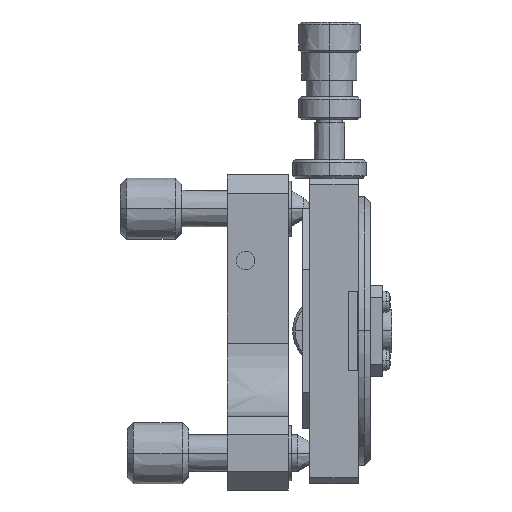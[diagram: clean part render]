
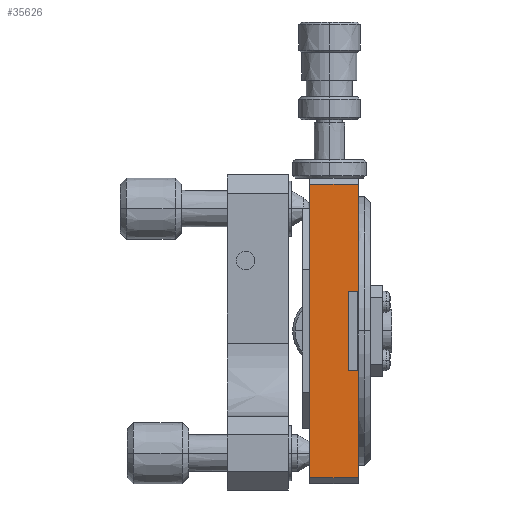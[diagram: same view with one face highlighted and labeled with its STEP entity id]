
A CAD part, left-side view. The second image highlights one B-rep face of the part: STEP entity #35626.
In plain terms, the highlighted free-form (B-spline) face has degree [1, 1] with [2, 2] control points.
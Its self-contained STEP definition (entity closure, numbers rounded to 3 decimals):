
#2199 = VERTEX_POINT ( 'NONE', #47189 ) ;
#4253 = DIRECTION ( 'NONE',  ( 0., 1., 0. ) ) ;
#4823 = VERTEX_POINT ( 'NONE', #33619 ) ;
#4971 = CARTESIAN_POINT ( 'NONE',  ( -25., 9.9, 24. ) ) ;
#5150 = CARTESIAN_POINT ( 'NONE',  ( -25., 2., -6.5 ) ) ;
#5452 = CARTESIAN_POINT ( 'NONE',  ( -25., 9.9, -24. ) ) ;
#5716 = EDGE_CURVE ( 'NONE', #41632, #29269, #10894, .T. ) ;
#6228 = CARTESIAN_POINT ( 'NONE',  ( -25., 2., -24. ) ) ;
#8968 = FACE_OUTER_BOUND ( 'NONE', #28203, .T. ) ;
#10798 = CARTESIAN_POINT ( 'NONE',  ( -25., 9.9, -24. ) ) ;
#10894 = LINE ( 'NONE', #29728, #21856 ) ;
#12246 = CARTESIAN_POINT ( 'NONE',  ( -25., 2., 24. ) ) ;
#13085 = LINE ( 'NONE', #38969, #17112 ) ;
#13575 = VECTOR ( 'NONE', #4253, 1000. ) ;
#13779 = VERTEX_POINT ( 'NONE', #6228 ) ;
#13804 = VECTOR ( 'NONE', #38878, 1000. ) ;
#14351 = VECTOR ( 'NONE', #21062, 1000. ) ;
#15033 = CARTESIAN_POINT ( 'NONE',  ( -25., 2., -6.5 ) ) ;
#15704 = ORIENTED_EDGE ( 'NONE', *, *, #35699, .F. ) ;
#16071 = CARTESIAN_POINT ( 'NONE',  ( -25., 9.9, 24. ) ) ;
#17112 = VECTOR ( 'NONE', #17366, 1000. ) ;
#17366 = DIRECTION ( 'NONE',  ( 0., 0., 1. ) ) ;
#18542 = ORIENTED_EDGE ( 'NONE', *, *, #33657, .F. ) ;
#18821 = EDGE_CURVE ( 'NONE', #24578, #31147, #24185, .T. ) ;
#18963 = LINE ( 'NONE', #15033, #31754 ) ;
#19075 = EDGE_CURVE ( 'NONE', #4823, #22682, #41640, .T. ) ;
#19250 = DIRECTION ( 'NONE',  ( 0., 0., -1. ) ) ;
#19941 = VECTOR ( 'NONE', #39645, 1000. ) ;
#20594 = ORIENTED_EDGE ( 'NONE', *, *, #21120, .F. ) ;
#20927 = CARTESIAN_POINT ( 'NONE',  ( -25., 2., 6.5 ) ) ;
#21062 = DIRECTION ( 'NONE',  ( 0., 0., 1. ) ) ;
#21120 = EDGE_CURVE ( 'NONE', #24578, #2199, #29837, .T. ) ;
#21377 = CARTESIAN_POINT ( 'NONE',  ( -25., 2., 6.5 ) ) ;
#21856 = VECTOR ( 'NONE', #25263, 1000. ) ;
#21941 = B_SPLINE_SURFACE_WITH_KNOTS ( 'NONE', 1, 1, ( 
 ( #4971, #12246 ),
 ( #38350, #30922 ) ),
 .UNSPECIFIED., .F., .F., .F.,
 ( 2, 2 ),
 ( 2, 2 ),
 ( 0., 1. ),
 ( 0., 1. ),
 .UNSPECIFIED. ) ;
#22682 = VERTEX_POINT ( 'NONE', #5150 ) ;
#23625 = CARTESIAN_POINT ( 'NONE',  ( -25., 2., 24. ) ) ;
#24185 = LINE ( 'NONE', #21377, #14351 ) ;
#24578 = VERTEX_POINT ( 'NONE', #20927 ) ;
#25263 = DIRECTION ( 'NONE',  ( 0., 0., 1. ) ) ;
#25315 = DIRECTION ( 'NONE',  ( 0., -1., 0. ) ) ;
#26369 = CARTESIAN_POINT ( 'NONE',  ( -25., 2., 6.5 ) ) ;
#27006 = EDGE_CURVE ( 'NONE', #4823, #2199, #13085, .T. ) ;
#27654 = ORIENTED_EDGE ( 'NONE', *, *, #27006, .T. ) ;
#28203 = EDGE_LOOP ( 'NONE', ( #35223, #18542, #41246, #27654, #20594, #44671, #15704, #31639 ) ) ;
#29269 = VERTEX_POINT ( 'NONE', #16071 ) ;
#29728 = CARTESIAN_POINT ( 'NONE',  ( -25., 9.9, -24. ) ) ;
#29837 = LINE ( 'NONE', #26369, #13575 ) ;
#30922 = CARTESIAN_POINT ( 'NONE',  ( -25., 2., -24. ) ) ;
#31147 = VERTEX_POINT ( 'NONE', #23625 ) ;
#31479 = CARTESIAN_POINT ( 'NONE',  ( -25., 3.6, -6.5 ) ) ;
#31639 = ORIENTED_EDGE ( 'NONE', *, *, #5716, .F. ) ;
#31754 = VECTOR ( 'NONE', #19250, 1000. ) ;
#31777 = EDGE_CURVE ( 'NONE', #41632, #13779, #37720, .T. ) ;
#33619 = CARTESIAN_POINT ( 'NONE',  ( -25., 3.6, -6.5 ) ) ;
#33657 = EDGE_CURVE ( 'NONE', #22682, #13779, #18963, .T. ) ;
#35223 = ORIENTED_EDGE ( 'NONE', *, *, #31777, .T. ) ;
#35626 = ADVANCED_FACE ( 'NONE', ( #8968 ), #21941, .T. ) ;
#35699 = EDGE_CURVE ( 'NONE', #29269, #31147, #44315, .T. ) ;
#37720 = LINE ( 'NONE', #10798, #41779 ) ;
#38350 = CARTESIAN_POINT ( 'NONE',  ( -25., 9.9, -24. ) ) ;
#38878 = DIRECTION ( 'NONE',  ( 0., -1., 0. ) ) ;
#38969 = CARTESIAN_POINT ( 'NONE',  ( -25., 3.6, -6.5 ) ) ;
#39645 = DIRECTION ( 'NONE',  ( 0., -1., 0. ) ) ;
#41246 = ORIENTED_EDGE ( 'NONE', *, *, #19075, .F. ) ;
#41632 = VERTEX_POINT ( 'NONE', #5452 ) ;
#41640 = LINE ( 'NONE', #31479, #13804 ) ;
#41779 = VECTOR ( 'NONE', #25315, 1000. ) ;
#43166 = CARTESIAN_POINT ( 'NONE',  ( -25., 9.9, 24. ) ) ;
#44315 = LINE ( 'NONE', #43166, #19941 ) ;
#44671 = ORIENTED_EDGE ( 'NONE', *, *, #18821, .T. ) ;
#47189 = CARTESIAN_POINT ( 'NONE',  ( -25., 3.6, 6.5 ) ) ;
